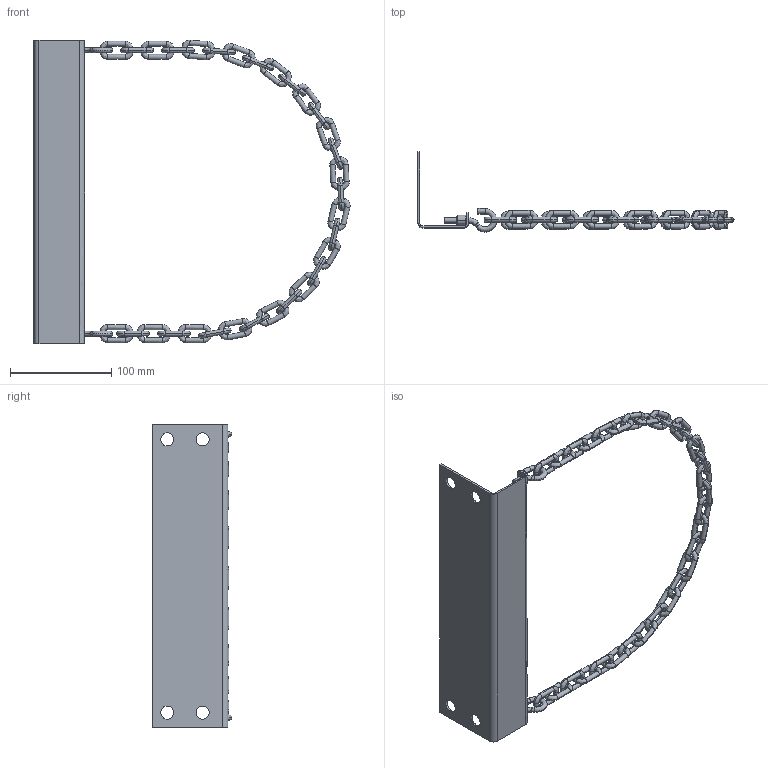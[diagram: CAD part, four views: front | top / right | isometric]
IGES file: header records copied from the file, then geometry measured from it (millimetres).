
Start section: SolidWorks IGES file using analytic representation for surfaces
Global section: file name: NTC 4001 Single cylinder wall mounted support bracket.IGS; native system: SolidWorks 2009; preprocessor: SolidWorks 2009; author: cad; date: 091030.162450; units: millimetre
Bounding box: 312.46 x 78.97 x 300 mm (x, y, z)
Volume: 115028.4 mm3; surface area: 119190.7 mm2
Topology: 35 solids, 35 shells, 574 faces, 1240 edges, 674 vertices
Faces by surface type: revolution 298, bspline 256, plane 20
